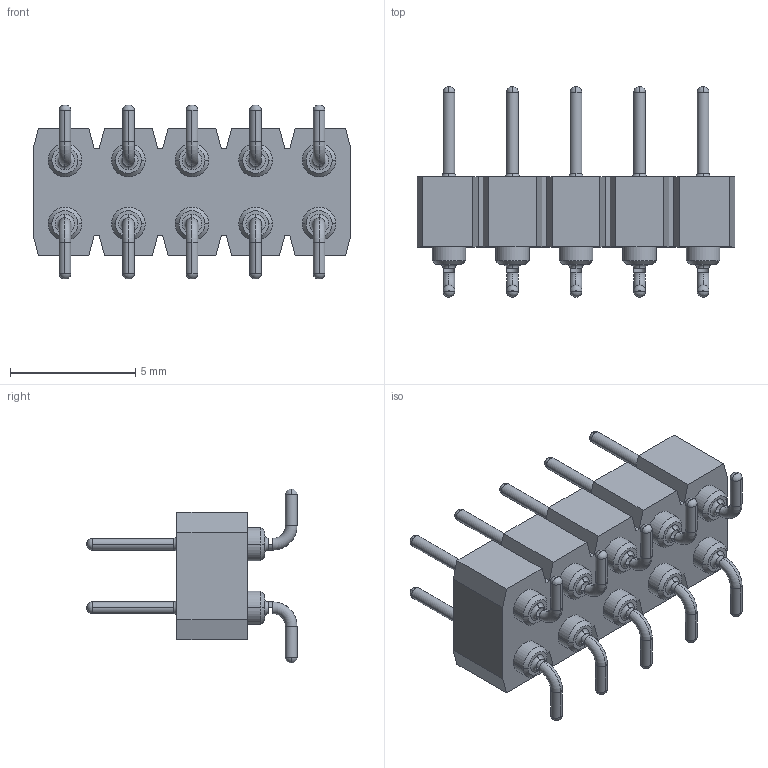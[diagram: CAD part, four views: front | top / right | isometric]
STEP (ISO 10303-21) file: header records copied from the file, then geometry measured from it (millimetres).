
FILE_DESCRIPTION(('STEP AP214'),'1');
FILE_NAME('pcb_connector_450-80-210-00-106101.stp','2015-08-12T10:35:24',('TraceParts'),('TraceParts S.A.'),'Spatial InterOp 3D',' ',' ');
FILE_SCHEMA(('automotive_design'));
Length unit declared in the file: millimetre
Products named in the file (1): 1
Bounding box: 12.7 x 8.4 x 6.94 mm (x, y, z)
Volume: 193 mm3; surface area: 365.5 mm2
Topology: 1 solids, 1 shells, 282 faces, 800 edges, 550 vertices
Faces by surface type: torus 100, plane 82, cylinder 80, cone 20
Entity records: 11956 total; most frequent: DIRECTION 1866, CARTESIAN_POINT 1833, ORIENTED_EDGE 1600, AXIS2_PLACEMENT_3D 823, EDGE_CURVE 800, VERTEX_POINT 550, CIRCLE 520, EDGE_LOOP 312
